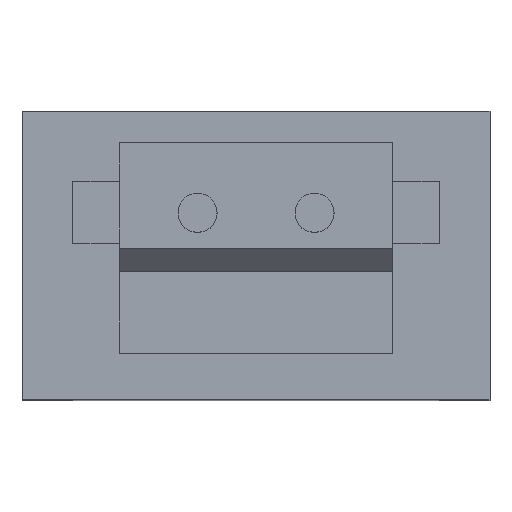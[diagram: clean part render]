
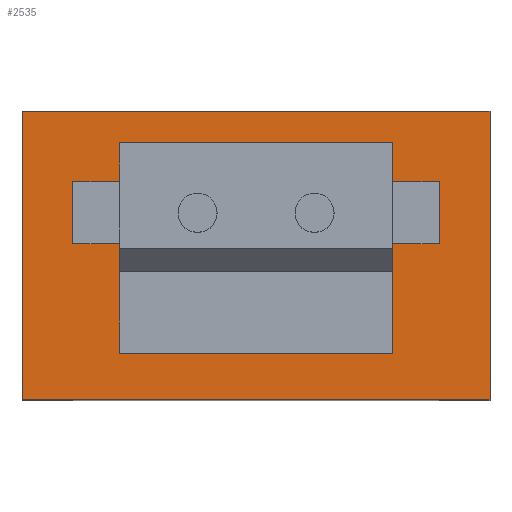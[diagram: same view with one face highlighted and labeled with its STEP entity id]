
A CAD part, top view. The second image highlights one B-rep face of the part: STEP entity #2535.
In plain terms, the highlighted planar face has unit normal (0, 0, 1).
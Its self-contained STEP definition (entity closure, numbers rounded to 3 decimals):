
#46 = ORIENTED_EDGE ( 'NONE', *, *, #1818, .F. ) ;
#68 = VERTEX_POINT ( 'NONE', #2086 ) ;
#87 = ORIENTED_EDGE ( 'NONE', *, *, #1049, .T. ) ;
#120 = VERTEX_POINT ( 'NONE', #2980 ) ;
#127 = DIRECTION ( 'NONE',  ( 0., -1., 0. ) ) ;
#131 = LINE ( 'NONE', #913, #2214 ) ;
#136 = DIRECTION ( 'NONE',  ( 0., 1., 0. ) ) ;
#138 = CARTESIAN_POINT ( 'NONE',  ( 1.75, 2., 6. ) ) ;
#180 = VECTOR ( 'NONE', #479, 1000. ) ;
#208 = DIRECTION ( 'NONE',  ( 1., 0., 0. ) ) ;
#212 = LINE ( 'NONE', #2941, #1067 ) ;
#241 = ORIENTED_EDGE ( 'NONE', *, *, #2772, .T. ) ;
#251 = CARTESIAN_POINT ( 'NONE',  ( 1.75, 3.3, 6. ) ) ;
#253 = FACE_OUTER_BOUND ( 'NONE', #1253, .T. ) ;
#258 = CARTESIAN_POINT ( 'NONE',  ( -1.75, 3.3, 6. ) ) ;
#271 = LINE ( 'NONE', #2786, #2140 ) ;
#277 = ORIENTED_EDGE ( 'NONE', *, *, #570, .T. ) ;
#294 = VERTEX_POINT ( 'NONE', #1327 ) ;
#354 = ORIENTED_EDGE ( 'NONE', *, *, #1979, .T. ) ;
#357 = VECTOR ( 'NONE', #2321, 1000. ) ;
#401 = AXIS2_PLACEMENT_3D ( 'NONE', #2322, #929, #3020 ) ;
#405 = DIRECTION ( 'NONE',  ( 0., -1., 0. ) ) ;
#410 = DIRECTION ( 'NONE',  ( 1., 0., 0. ) ) ;
#428 = VECTOR ( 'NONE', #127, 1000. ) ;
#442 = CARTESIAN_POINT ( 'NONE',  ( 1.75, 3.3, 6. ) ) ;
#446 = EDGE_CURVE ( 'NONE', #1160, #2182, #685, .T. ) ;
#461 = PLANE ( 'NONE',  #401 ) ;
#479 = DIRECTION ( 'NONE',  ( 0., -1., 0. ) ) ;
#484 = EDGE_CURVE ( 'NONE', #120, #68, #2082, .T. ) ;
#492 = ORIENTED_EDGE ( 'NONE', *, *, #446, .F. ) ;
#560 = VECTOR ( 'NONE', #750, 1000. ) ;
#570 = EDGE_CURVE ( 'NONE', #970, #2463, #2923, .T. ) ;
#572 = ORIENTED_EDGE ( 'NONE', *, *, #484, .T. ) ;
#629 = VECTOR ( 'NONE', #2653, 1000. ) ;
#643 = VERTEX_POINT ( 'NONE', #931 ) ;
#658 = VERTEX_POINT ( 'NONE', #2581 ) ;
#667 = ORIENTED_EDGE ( 'NONE', *, *, #2542, .F. ) ;
#678 = ORIENTED_EDGE ( 'NONE', *, *, #3021, .T. ) ;
#684 = LINE ( 'NONE', #2379, #757 ) ;
#685 = LINE ( 'NONE', #887, #938 ) ;
#715 = ORIENTED_EDGE ( 'NONE', *, *, #1635, .T. ) ;
#734 = DIRECTION ( 'NONE',  ( -1., 0., 0. ) ) ;
#749 = EDGE_LOOP ( 'NONE', ( #572, #1920, #678, #1915, #667, #241, #277, #2157, #87, #354, #46, #1055 ) ) ;
#750 = DIRECTION ( 'NONE',  ( -1., 0., 0. ) ) ;
#757 = VECTOR ( 'NONE', #2873, 1000. ) ;
#782 = CARTESIAN_POINT ( 'NONE',  ( -2.35, 2.8, 6. ) ) ;
#798 = LINE ( 'NONE', #1470, #2318 ) ;
#816 = CARTESIAN_POINT ( 'NONE',  ( -3., 3.7, 6. ) ) ;
#887 = CARTESIAN_POINT ( 'NONE',  ( 3., 3.7, 6. ) ) ;
#913 = CARTESIAN_POINT ( 'NONE',  ( 1.75, 3.3, 6. ) ) ;
#929 = DIRECTION ( 'NONE',  ( 0., 0., -1. ) ) ;
#931 = CARTESIAN_POINT ( 'NONE',  ( 3., 0., 6. ) ) ;
#935 = VERTEX_POINT ( 'NONE', #2400 ) ;
#938 = VECTOR ( 'NONE', #208, 1000. ) ;
#953 = LINE ( 'NONE', #2084, #629 ) ;
#970 = VERTEX_POINT ( 'NONE', #2666 ) ;
#1016 = DIRECTION ( 'NONE',  ( 1., 0., 0. ) ) ;
#1028 = LINE ( 'NONE', #782, #2500 ) ;
#1037 = ORIENTED_EDGE ( 'NONE', *, *, #1490, .F. ) ;
#1049 = EDGE_CURVE ( 'NONE', #1831, #1125, #1028, .T. ) ;
#1055 = ORIENTED_EDGE ( 'NONE', *, *, #2724, .T. ) ;
#1067 = VECTOR ( 'NONE', #136, 1000. ) ;
#1125 = VERTEX_POINT ( 'NONE', #1967 ) ;
#1129 = CARTESIAN_POINT ( 'NONE',  ( 3., 3.7, 6. ) ) ;
#1160 = VERTEX_POINT ( 'NONE', #816 ) ;
#1253 = EDGE_LOOP ( 'NONE', ( #715, #1037, #492, #2804 ) ) ;
#1274 = EDGE_CURVE ( 'NONE', #68, #658, #2715, .T. ) ;
#1327 = CARTESIAN_POINT ( 'NONE',  ( -3., 0., 6. ) ) ;
#1427 = CARTESIAN_POINT ( 'NONE',  ( -2.35, 2., 6. ) ) ;
#1441 = CARTESIAN_POINT ( 'NONE',  ( 3., 3.3, 6. ) ) ;
#1470 = CARTESIAN_POINT ( 'NONE',  ( -3., 0., 6. ) ) ;
#1485 = VERTEX_POINT ( 'NONE', #138 ) ;
#1490 = EDGE_CURVE ( 'NONE', #2182, #643, #2751, .T. ) ;
#1567 = CARTESIAN_POINT ( 'NONE',  ( 1.75, 2.8, 6. ) ) ;
#1606 = DIRECTION ( 'NONE',  ( 1., 0., 0. ) ) ;
#1618 = DIRECTION ( 'NONE',  ( -1., 0., 0. ) ) ;
#1635 = EDGE_CURVE ( 'NONE', #294, #643, #271, .T. ) ;
#1653 = CARTESIAN_POINT ( 'NONE',  ( -1.75, 3.3, 6. ) ) ;
#1666 = EDGE_CURVE ( 'NONE', #1485, #935, #131, .T. ) ;
#1667 = VECTOR ( 'NONE', #1618, 1000. ) ;
#1737 = VECTOR ( 'NONE', #410, 1000. ) ;
#1744 = DIRECTION ( 'NONE',  ( 0., 1., 0. ) ) ;
#1768 = CARTESIAN_POINT ( 'NONE',  ( -2.35, 2., 6. ) ) ;
#1818 = EDGE_CURVE ( 'NONE', #2191, #1991, #2815, .T. ) ;
#1831 = VERTEX_POINT ( 'NONE', #3005 ) ;
#1854 = CARTESIAN_POINT ( 'NONE',  ( 2.35, 2.8, 6. ) ) ;
#1864 = LINE ( 'NONE', #2854, #560 ) ;
#1881 = VECTOR ( 'NONE', #2150, 1000. ) ;
#1915 = ORIENTED_EDGE ( 'NONE', *, *, #1666, .T. ) ;
#1920 = ORIENTED_EDGE ( 'NONE', *, *, #1274, .T. ) ;
#1934 = LINE ( 'NONE', #251, #180 ) ;
#1967 = CARTESIAN_POINT ( 'NONE',  ( -1.75, 2.8, 6. ) ) ;
#1971 = EDGE_CURVE ( 'NONE', #2463, #1831, #684, .T. ) ;
#1979 = EDGE_CURVE ( 'NONE', #1125, #1991, #2434, .T. ) ;
#1991 = VERTEX_POINT ( 'NONE', #258 ) ;
#2016 = EDGE_CURVE ( 'NONE', #294, #1160, #798, .T. ) ;
#2023 = CARTESIAN_POINT ( 'NONE',  ( 3., 0., 6. ) ) ;
#2052 = FACE_BOUND ( 'NONE', #749, .T. ) ;
#2082 = LINE ( 'NONE', #1567, #1737 ) ;
#2084 = CARTESIAN_POINT ( 'NONE',  ( 3., 0.6, 6. ) ) ;
#2086 = CARTESIAN_POINT ( 'NONE',  ( 2.35, 2.8, 6. ) ) ;
#2130 = CARTESIAN_POINT ( 'NONE',  ( -1.75, 0.6, 6. ) ) ;
#2140 = VECTOR ( 'NONE', #1606, 1000. ) ;
#2150 = DIRECTION ( 'NONE',  ( 0., 1., 0. ) ) ;
#2157 = ORIENTED_EDGE ( 'NONE', *, *, #1971, .T. ) ;
#2182 = VERTEX_POINT ( 'NONE', #1129 ) ;
#2191 = VERTEX_POINT ( 'NONE', #442 ) ;
#2214 = VECTOR ( 'NONE', #405, 1000. ) ;
#2318 = VECTOR ( 'NONE', #1744, 1000. ) ;
#2321 = DIRECTION ( 'NONE',  ( 0., -1., 0. ) ) ;
#2322 = CARTESIAN_POINT ( 'NONE',  ( 3., 0., 6. ) ) ;
#2379 = CARTESIAN_POINT ( 'NONE',  ( -2.35, 2.8, 6. ) ) ;
#2400 = CARTESIAN_POINT ( 'NONE',  ( 1.75, 0.6, 6. ) ) ;
#2434 = LINE ( 'NONE', #1653, #1881 ) ;
#2463 = VERTEX_POINT ( 'NONE', #1768 ) ;
#2500 = VECTOR ( 'NONE', #1016, 1000. ) ;
#2535 = ADVANCED_FACE ( 'NONE', ( #253, #2052 ), #461, .F. ) ;
#2542 = EDGE_CURVE ( 'NONE', #2619, #935, #953, .T. ) ;
#2581 = CARTESIAN_POINT ( 'NONE',  ( 2.35, 2., 6. ) ) ;
#2619 = VERTEX_POINT ( 'NONE', #2130 ) ;
#2653 = DIRECTION ( 'NONE',  ( 1., 0., 0. ) ) ;
#2666 = CARTESIAN_POINT ( 'NONE',  ( -1.75, 2., 6. ) ) ;
#2715 = LINE ( 'NONE', #1854, #357 ) ;
#2724 = EDGE_CURVE ( 'NONE', #2191, #120, #1934, .T. ) ;
#2737 = VECTOR ( 'NONE', #734, 1000. ) ;
#2751 = LINE ( 'NONE', #2023, #428 ) ;
#2772 = EDGE_CURVE ( 'NONE', #2619, #970, #212, .T. ) ;
#2786 = CARTESIAN_POINT ( 'NONE',  ( 3., 0., 6. ) ) ;
#2804 = ORIENTED_EDGE ( 'NONE', *, *, #2016, .F. ) ;
#2815 = LINE ( 'NONE', #1441, #2737 ) ;
#2854 = CARTESIAN_POINT ( 'NONE',  ( 1.75, 2., 6. ) ) ;
#2873 = DIRECTION ( 'NONE',  ( 0., 1., 0. ) ) ;
#2923 = LINE ( 'NONE', #1427, #1667 ) ;
#2941 = CARTESIAN_POINT ( 'NONE',  ( -1.75, 3.3, 6. ) ) ;
#2980 = CARTESIAN_POINT ( 'NONE',  ( 1.75, 2.8, 6. ) ) ;
#3005 = CARTESIAN_POINT ( 'NONE',  ( -2.35, 2.8, 6. ) ) ;
#3020 = DIRECTION ( 'NONE',  ( -1., 0., 0. ) ) ;
#3021 = EDGE_CURVE ( 'NONE', #658, #1485, #1864, .T. ) ;
